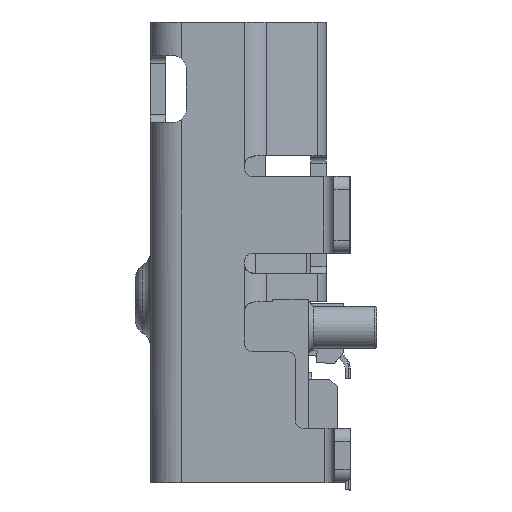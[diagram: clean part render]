
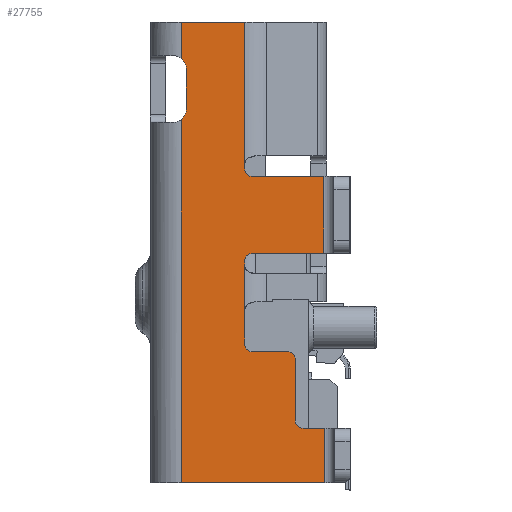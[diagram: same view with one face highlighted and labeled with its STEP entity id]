
A CAD part, left-side view. The second image highlights one B-rep face of the part: STEP entity #27755.
In plain terms, the highlighted planar face has unit normal (-1, 0, 0).
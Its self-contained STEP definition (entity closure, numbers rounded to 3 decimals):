
#6186=DIRECTION('',(0.,-1.,0.));
#6187=VECTOR('',#6186,0.42);
#6188=CARTESIAN_POINT('',(-11.41,-1.054,
-3.288));
#6189=LINE('',#6188,#6187);
#6211=DIRECTION('',(0.,1.,0.));
#6212=VECTOR('',#6211,2.8);
#6213=CARTESIAN_POINT('',(-11.41,-1.474,
-4.348));
#6214=LINE('',#6213,#6212);
#6256=DIRECTION('',(0.,0.,1.));
#6257=VECTOR('',#6256,7.09);
#6258=CARTESIAN_POINT('',(-11.41,1.326,
-4.348));
#6259=LINE('',#6258,#6257);
#7052=DIRECTION('',(0.,0.,-1.));
#7053=VECTOR('',#7052,0.674);
#7054=CARTESIAN_POINT('',(-11.41,0.085,
-0.966));
#7055=LINE('',#7054,#7053);
#7056=CARTESIAN_POINT('',(-11.41,1.476,2.942));
#7057=DIRECTION('',(1.,0.,0.));
#7058=DIRECTION('',(0.,-1.,0.));
#7059=AXIS2_PLACEMENT_3D('',#7056,#7057,#7058);
#7061=DIRECTION('',(0.,0.,-1.));
#7062=VECTOR('',#7061,0.8);
#7063=CARTESIAN_POINT('',(-11.41,1.226,3.742));
#7064=LINE('',#7063,#7062);
#7065=CARTESIAN_POINT('',(-11.41,1.476,3.742));
#7066=DIRECTION('',(1.,0.,0.));
#7067=DIRECTION('',(0.,-0.6,0.8));
#7068=AXIS2_PLACEMENT_3D('',#7065,#7066,#7067);
#7070=CARTESIAN_POINT('',(-11.41,-0.065,
1.784));
#7071=DIRECTION('',(1.,0.,0.));
#7072=DIRECTION('',(0.,0.,-1.));
#7073=AXIS2_PLACEMENT_3D('',#7070,#7071,#7072);
#7075=DIRECTION('',(0.,1.,0.));
#7076=VECTOR('',#7075,1.393);
#7077=CARTESIAN_POINT('',(-11.41,-1.459,
1.634));
#7078=LINE('',#7077,#7076);
#7079=DIRECTION('',(0.,-1.,0.));
#7080=VECTOR('',#7079,1.393);
#7081=CARTESIAN_POINT('',(-11.41,-0.065,
0.134));
#7082=LINE('',#7081,#7080);
#7083=CARTESIAN_POINT('',(-11.41,-0.065,
-0.016));
#7084=DIRECTION('',(1.,0.,0.));
#7085=DIRECTION('',(0.,1.,0.));
#7086=AXIS2_PLACEMENT_3D('',#7083,#7084,#7085);
#7088=CARTESIAN_POINT('',(-11.41,-0.065,
-1.64));
#7089=DIRECTION('',(1.,0.,0.));
#7090=DIRECTION('',(0.,0.,-1.));
#7091=AXIS2_PLACEMENT_3D('',#7088,#7089,#7090);
#7093=CARTESIAN_POINT('',(-11.41,-0.754,
-1.94));
#7094=DIRECTION('',(-1.,0.,0.));
#7095=DIRECTION('',(0.,-1.,0.));
#7096=AXIS2_PLACEMENT_3D('',#7093,#7094,#7095);
#7098=CARTESIAN_POINT('',(-11.41,-1.054,
-3.138));
#7099=DIRECTION('',(1.,0.,0.));
#7100=DIRECTION('',(0.,0.,-1.));
#7101=AXIS2_PLACEMENT_3D('',#7098,#7099,#7100);
#7165=DIRECTION('',(0.,0.,-1.));
#7166=VECTOR('',#7165,0.1);
#7167=CARTESIAN_POINT('',(-11.41,0.085,
-0.016));
#7168=LINE('',#7167,#7166);
#7578=DIRECTION('',(0.,0.,1.));
#7579=VECTOR('',#7578,0.71);
#7580=CARTESIAN_POINT('',(-11.41,1.326,3.942));
#7581=LINE('',#7580,#7579);
#7625=DIRECTION('',(0.,-1.,0.));
#7626=VECTOR('',#7625,1.241);
#7627=CARTESIAN_POINT('',(-11.41,1.326,4.652));
#7628=LINE('',#7627,#7626);
#7820=DIRECTION('',(0.,0.,-1.));
#7821=VECTOR('',#7820,0.1);
#7822=CARTESIAN_POINT('',(-11.41,0.085,
1.884));
#7823=LINE('',#7822,#7821);
#7890=DIRECTION('',(0.,0.,-1.));
#7891=VECTOR('',#7890,1.5);
#7892=CARTESIAN_POINT('',(-11.41,-1.459,
1.634));
#7893=LINE('',#7892,#7891);
#7940=DIRECTION('',(0.,0.,-1.));
#7941=VECTOR('',#7940,2.767);
#7942=CARTESIAN_POINT('',(-11.41,0.085,
4.652));
#7943=LINE('',#7942,#7941);
#8057=DIRECTION('',(0.,0.,-1.));
#8058=VECTOR('',#8057,0.85);
#8059=CARTESIAN_POINT('',(-11.41,0.085,
-0.116));
#8060=LINE('',#8059,#8058);
#8589=DIRECTION('',(0.,-1.,0.));
#8590=VECTOR('',#8589,0.689);
#8591=CARTESIAN_POINT('',(-11.41,-0.065,
-1.79));
#8592=LINE('',#8591,#8590);
#8601=DIRECTION('',(0.,0.,-1.));
#8602=VECTOR('',#8601,1.198);
#8603=CARTESIAN_POINT('',(-11.41,-0.904,
-1.94));
#8604=LINE('',#8603,#8602);
#8613=DIRECTION('',(0.,0.,-1.));
#8614=VECTOR('',#8613,1.06);
#8615=CARTESIAN_POINT('',(-11.41,-1.474,
-3.288));
#8616=LINE('',#8615,#8614);
#14108=CARTESIAN_POINT('',(-11.41,0.085,
-0.016));
#14109=VERTEX_POINT('',#14108);
#14110=CARTESIAN_POINT('',(-11.41,0.085,
-0.116));
#14111=VERTEX_POINT('',#14110);
#14112=CARTESIAN_POINT('',(-11.41,0.085,
1.884));
#14113=CARTESIAN_POINT('',(-11.41,0.085,
1.784));
#14114=VERTEX_POINT('',#14112);
#14115=VERTEX_POINT('',#14113);
#14120=CARTESIAN_POINT('',(-11.41,0.085,
-0.966));
#14121=CARTESIAN_POINT('',(-11.41,0.085,
-1.64));
#14122=VERTEX_POINT('',#14120);
#14123=VERTEX_POINT('',#14121);
#14161=CARTESIAN_POINT('',(-11.41,1.326,
4.652));
#14162=VERTEX_POINT('',#14161);
#14163=CARTESIAN_POINT('',(-11.41,0.085,
4.652));
#14164=VERTEX_POINT('',#14163);
#14223=CARTESIAN_POINT('',(-11.41,1.326,
-4.348));
#14224=VERTEX_POINT('',#14223);
#14253=CARTESIAN_POINT('',(-11.41,-1.474,
-4.348));
#14254=VERTEX_POINT('',#14253);
#14279=CARTESIAN_POINT('',(-11.41,1.326,
2.742));
#14280=VERTEX_POINT('',#14279);
#14281=CARTESIAN_POINT('',(-11.41,-0.065,
-1.79));
#14282=CARTESIAN_POINT('',(-11.41,-0.754,
-1.79));
#14283=VERTEX_POINT('',#14281);
#14284=VERTEX_POINT('',#14282);
#14289=CARTESIAN_POINT('',(-11.41,-0.904,
-1.94));
#14290=CARTESIAN_POINT('',(-11.41,-0.904,
-3.138));
#14291=VERTEX_POINT('',#14289);
#14292=VERTEX_POINT('',#14290);
#14299=CARTESIAN_POINT('',(-11.41,-1.054,
-3.288));
#14300=VERTEX_POINT('',#14299);
#14301=CARTESIAN_POINT('',(-11.41,-1.474,
-3.288));
#14302=VERTEX_POINT('',#14301);
#14315=CARTESIAN_POINT('',(-11.41,1.226,
2.942));
#14316=VERTEX_POINT('',#14315);
#14317=CARTESIAN_POINT('',(-11.41,1.226,
3.742));
#14318=VERTEX_POINT('',#14317);
#14319=CARTESIAN_POINT('',(-11.41,-0.065,
0.134));
#14320=VERTEX_POINT('',#14319);
#14321=CARTESIAN_POINT('',(-11.41,-1.459,
0.134));
#14322=VERTEX_POINT('',#14321);
#14323=CARTESIAN_POINT('',(-11.41,-1.459,
1.634));
#14324=VERTEX_POINT('',#14323);
#14325=CARTESIAN_POINT('',(-11.41,-0.065,
1.634));
#14326=VERTEX_POINT('',#14325);
#14327=CARTESIAN_POINT('',(-11.41,1.326,
3.942));
#14328=VERTEX_POINT('',#14327);
#27704=CARTESIAN_POINT('',(-11.41,-0.474,
5.672));
#27705=DIRECTION('',(-1.,0.,0.));
#27706=DIRECTION('',(0.,1.,0.));
#27707=AXIS2_PLACEMENT_3D('',#27704,#27705,#27706);
#27708=PLANE('',#27707);
#27709=ORIENTED_EDGE('',*,*,#26531,.T.);
#27711=ORIENTED_EDGE('',*,*,#27710,.F.);
#27713=ORIENTED_EDGE('',*,*,#27712,.F.);
#27715=ORIENTED_EDGE('',*,*,#27714,.F.);
#27717=ORIENTED_EDGE('',*,*,#27716,.T.);
#27719=ORIENTED_EDGE('',*,*,#27718,.T.);
#27721=ORIENTED_EDGE('',*,*,#27720,.T.);
#27723=ORIENTED_EDGE('',*,*,#27722,.T.);
#27725=ORIENTED_EDGE('',*,*,#27724,.F.);
#27727=ORIENTED_EDGE('',*,*,#27726,.F.);
#27729=ORIENTED_EDGE('',*,*,#27728,.T.);
#27731=ORIENTED_EDGE('',*,*,#27730,.F.);
#27733=ORIENTED_EDGE('',*,*,#27732,.F.);
#27735=ORIENTED_EDGE('',*,*,#27734,.T.);
#27737=ORIENTED_EDGE('',*,*,#27736,.T.);
#27738=ORIENTED_EDGE('',*,*,#27691,.T.);
#27740=ORIENTED_EDGE('',*,*,#27739,.F.);
#27742=ORIENTED_EDGE('',*,*,#27741,.T.);
#27744=ORIENTED_EDGE('',*,*,#27743,.F.);
#27746=ORIENTED_EDGE('',*,*,#27745,.T.);
#27748=ORIENTED_EDGE('',*,*,#27747,.F.);
#27749=ORIENTED_EDGE('',*,*,#26441,.T.);
#27751=ORIENTED_EDGE('',*,*,#27750,.T.);
#27752=ORIENTED_EDGE('',*,*,#26484,.T.);
#27753=EDGE_LOOP('',(#27709,#27711,#27713,#27715,#27717,#27719,#27721,#27723,
#27725,#27727,#27729,#27731,#27733,#27735,#27737,#27738,#27740,#27742,#27744,
#27746,#27748,#27749,#27751,#27752));
#27754=FACE_OUTER_BOUND('',#27753,.F.);
#27755=ADVANCED_FACE('',(#27754),#27708,.T.);
#7060=CIRCLE('',#7059,0.25);
#7069=CIRCLE('',#7068,0.25);
#7074=CIRCLE('',#7073,0.15);
#7087=CIRCLE('',#7086,0.15);
#7092=CIRCLE('',#7091,0.15);
#7097=CIRCLE('',#7096,0.15);
#7102=CIRCLE('',#7101,0.15);
#26441=EDGE_CURVE('',#14300,#14302,#6189,.T.);
#26484=EDGE_CURVE('',#14254,#14224,#6214,.T.);
#26531=EDGE_CURVE('',#14224,#14280,#6259,.T.);
#27691=EDGE_CURVE('',#14122,#14123,#7055,.T.);
#27710=EDGE_CURVE('',#14316,#14280,#7060,.T.);
#27712=EDGE_CURVE('',#14318,#14316,#7064,.T.);
#27714=EDGE_CURVE('',#14328,#14318,#7069,.T.);
#27716=EDGE_CURVE('',#14328,#14162,#7581,.T.);
#27718=EDGE_CURVE('',#14162,#14164,#7628,.T.);
#27720=EDGE_CURVE('',#14164,#14114,#7943,.T.);
#27722=EDGE_CURVE('',#14114,#14115,#7823,.T.);
#27724=EDGE_CURVE('',#14326,#14115,#7074,.T.);
#27726=EDGE_CURVE('',#14324,#14326,#7078,.T.);
#27728=EDGE_CURVE('',#14324,#14322,#7893,.T.);
#27730=EDGE_CURVE('',#14320,#14322,#7082,.T.);
#27732=EDGE_CURVE('',#14109,#14320,#7087,.T.);
#27734=EDGE_CURVE('',#14109,#14111,#7168,.T.);
#27736=EDGE_CURVE('',#14111,#14122,#8060,.T.);
#27739=EDGE_CURVE('',#14283,#14123,#7092,.T.);
#27741=EDGE_CURVE('',#14283,#14284,#8592,.T.);
#27743=EDGE_CURVE('',#14291,#14284,#7097,.T.);
#27745=EDGE_CURVE('',#14291,#14292,#8604,.T.);
#27747=EDGE_CURVE('',#14300,#14292,#7102,.T.);
#27750=EDGE_CURVE('',#14302,#14254,#8616,.T.);
